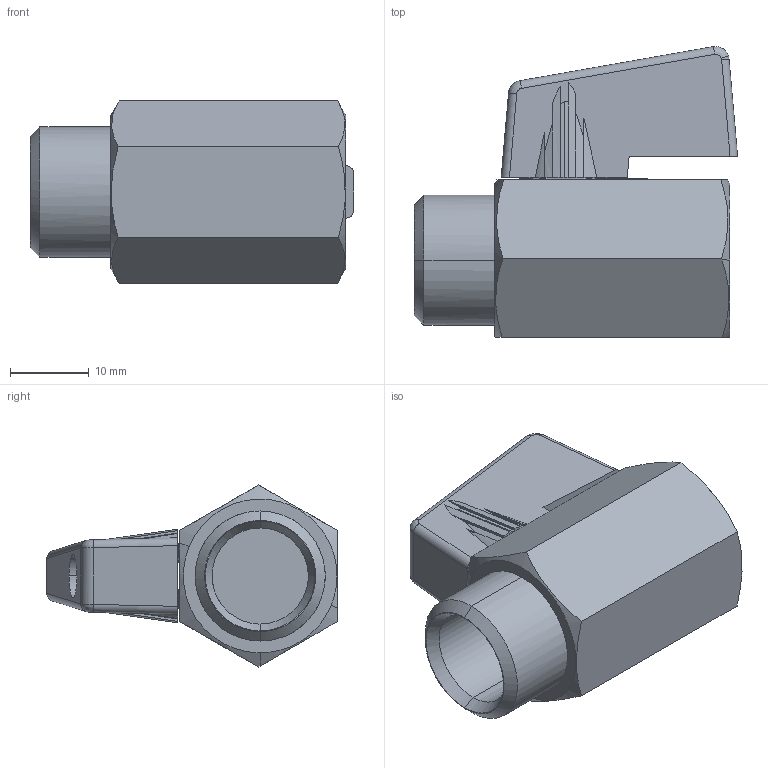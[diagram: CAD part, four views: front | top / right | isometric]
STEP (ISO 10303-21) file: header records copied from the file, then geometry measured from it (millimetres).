
FILE_DESCRIPTION (( 'STEP AP214' ), '1' );
FILE_NAME ('IT-MINI12603_R.STEP', '2018-09-21T13:50:04', ( '' ), ( '' ), 'SwSTEP 2.0', 'SolidWorks 2018', '' );
FILE_SCHEMA (( 'AUTOMOTIVE_DESIGN' ));
Length unit declared in the file: millimetre
Products named in the file (1): IT-MINI12603_R
Bounding box: 41 x 36.9 x 23.09 mm (x, y, z)
Surface area: 6094.1 mm2 (no closed solid volume)
Topology: 0 solids, 6 shells, 167 faces, 464 edges, 320 vertices
Faces by surface type: plane 104, cone 29, cylinder 20, bspline 14
Entity records: 9043 total; most frequent: CARTESIAN_POINT 5176, ORIENTED_EDGE 887, EDGE_CURVE 464, B_SPLINE_CURVE_WITH_KNOTS 451, VERTEX_POINT 320, DIRECTION 308, EDGE_LOOP 188, FACE_OUTER_BOUND 167
